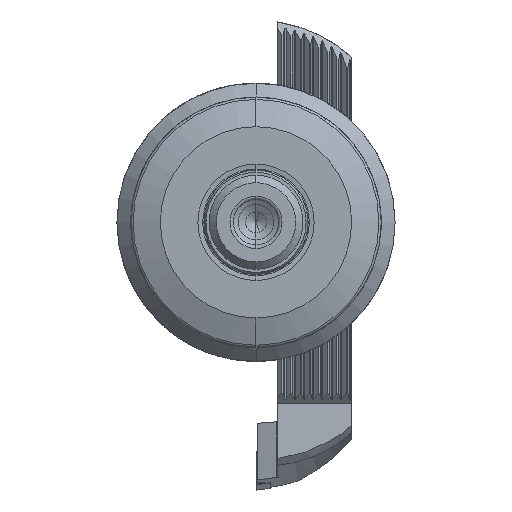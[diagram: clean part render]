
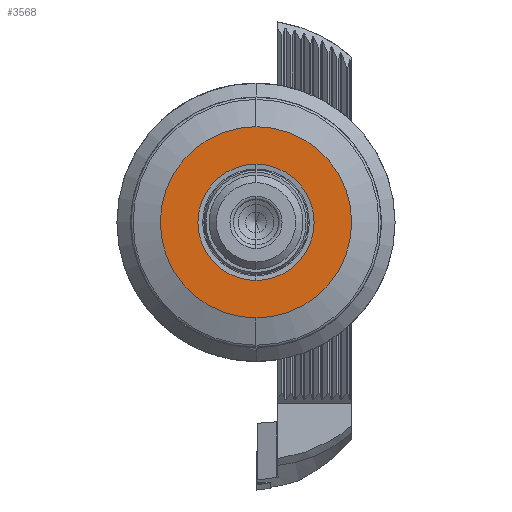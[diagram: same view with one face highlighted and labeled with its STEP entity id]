
A CAD part, left-side view. The second image highlights one B-rep face of the part: STEP entity #3568.
In plain terms, the highlighted planar face has unit normal (-1, 0, 0).
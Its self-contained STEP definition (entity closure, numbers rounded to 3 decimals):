
#747 = EDGE_CURVE ( 'NONE', #54537, #7473, #24422, .T. ) ;
#1432 = FACE_OUTER_BOUND ( 'NONE', #36719, .T. ) ;
#3568 = ADVANCED_FACE ( 'NONE', ( #24994, #1432 ), #17852, .T. ) ;
#3693 = DIRECTION ( 'NONE',  ( 1., 0., 0. ) ) ;
#5609 = ORIENTED_EDGE ( 'NONE', *, *, #23498, .T. ) ;
#7473 = VERTEX_POINT ( 'NONE', #34787 ) ;
#8353 = DIRECTION ( 'NONE',  ( 0., 0., -1. ) ) ;
#8492 = DIRECTION ( 'NONE',  ( 1., 0., 0. ) ) ;
#8544 = CARTESIAN_POINT ( 'NONE',  ( 0., 0., 0. ) ) ;
#10649 = CARTESIAN_POINT ( 'NONE',  ( 0., 0., 0. ) ) ;
#11034 = CIRCLE ( 'NONE', #11471, 16.715 ) ;
#11471 = AXIS2_PLACEMENT_3D ( 'NONE', #10649, #41147, #15037 ) ;
#11908 = CIRCLE ( 'NONE', #44839, 16.715 ) ;
#15037 = DIRECTION ( 'NONE',  ( 0., 0., -1. ) ) ;
#15087 = DIRECTION ( 'NONE',  ( 0., 0., 1. ) ) ;
#15120 = DIRECTION ( 'NONE',  ( -1., 0., 0. ) ) ;
#17852 = PLANE ( 'NONE',  #48249 ) ;
#18427 = CARTESIAN_POINT ( 'NONE',  ( 0., 0., -16.715 ) ) ;
#18471 = AXIS2_PLACEMENT_3D ( 'NONE', #8544, #8492, #8353 ) ;
#19363 = CARTESIAN_POINT ( 'NONE',  ( 0., 16.715, 0. ) ) ;
#21036 = CIRCLE ( 'NONE', #35718, 27.5 ) ;
#21478 = ORIENTED_EDGE ( 'NONE', *, *, #747, .F. ) ;
#23498 = EDGE_CURVE ( 'NONE', #38994, #27493, #11034, .T. ) ;
#23828 = CARTESIAN_POINT ( 'NONE',  ( 0., 0., 0. ) ) ;
#24422 = CIRCLE ( 'NONE', #18471, 27.5 ) ;
#24994 = FACE_BOUND ( 'NONE', #43443, .T. ) ;
#25409 = ORIENTED_EDGE ( 'NONE', *, *, #27251, .F. ) ;
#26068 = CARTESIAN_POINT ( 'NONE',  ( 0., 0., 16.715 ) ) ;
#27251 = EDGE_CURVE ( 'NONE', #7473, #54537, #21036, .T. ) ;
#27493 = VERTEX_POINT ( 'NONE', #26068 ) ;
#28216 = DIRECTION ( 'NONE',  ( 0., 0., -1. ) ) ;
#30064 = CARTESIAN_POINT ( 'NONE',  ( 0., 0., 0. ) ) ;
#33973 = CARTESIAN_POINT ( 'NONE',  ( 0., 0., -27.5 ) ) ;
#34436 = DIRECTION ( 'NONE',  ( 0., 0., -1. ) ) ;
#34787 = CARTESIAN_POINT ( 'NONE',  ( 0., 0., 27.5 ) ) ;
#35718 = AXIS2_PLACEMENT_3D ( 'NONE', #23828, #54128, #28216 ) ;
#36719 = EDGE_LOOP ( 'NONE', ( #21478, #25409 ) ) ;
#38994 = VERTEX_POINT ( 'NONE', #18427 ) ;
#41147 = DIRECTION ( 'NONE',  ( 1., 0., 0. ) ) ;
#43443 = EDGE_LOOP ( 'NONE', ( #46655, #5609 ) ) ;
#44839 = AXIS2_PLACEMENT_3D ( 'NONE', #30064, #3693, #34436 ) ;
#45595 = EDGE_CURVE ( 'NONE', #27493, #38994, #11908, .T. ) ;
#46655 = ORIENTED_EDGE ( 'NONE', *, *, #45595, .T. ) ;
#48249 = AXIS2_PLACEMENT_3D ( 'NONE', #19363, #15120, #15087 ) ;
#54128 = DIRECTION ( 'NONE',  ( 1., 0., 0. ) ) ;
#54537 = VERTEX_POINT ( 'NONE', #33973 ) ;
